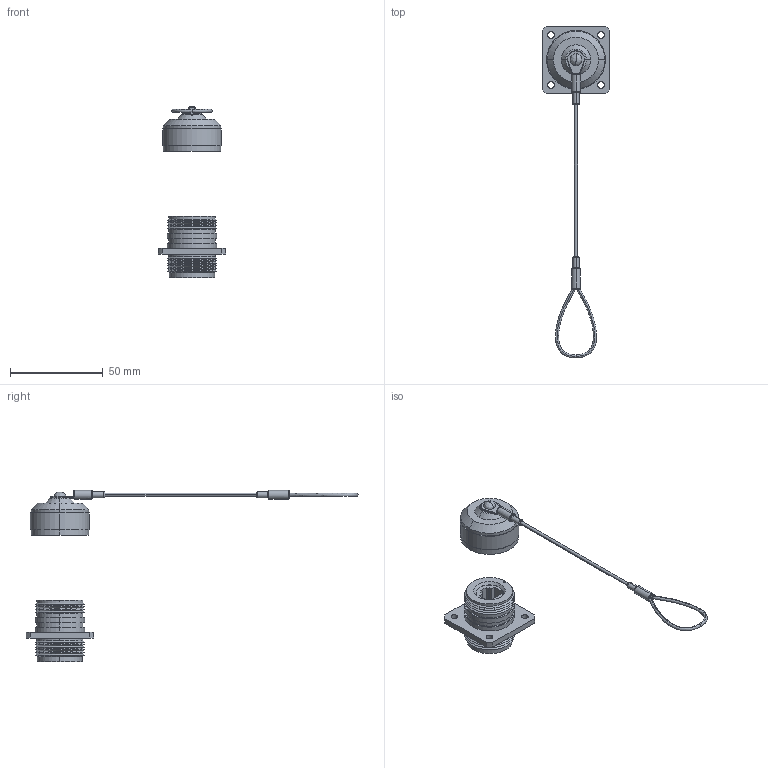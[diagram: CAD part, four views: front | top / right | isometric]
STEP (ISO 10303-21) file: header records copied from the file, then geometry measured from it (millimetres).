
FILE_DESCRIPTION (( 'STEP AP214' ), '1' );
FILE_NAME ('ECRD3203U00.STEP', '2019-09-16T19:26:26', ( '' ), ( '' ), 'SwSTEP 2.0', 'SolidWorks 2018', '' );
FILE_SCHEMA (( 'AUTOMOTIVE_DESIGN' ));
Length unit declared in the file: inch
Products named in the file (4): 3AB10-038; 3AB10-036-MA1; ECRD0103U00-MA1; ECRD3203U00
Assembly tree (3 placements, depth 2):
  ECRD3203U00
    ECRD0103U00-MA1
    3AB10-038
    3AB10-036-MA1
Bounding box: 36.58 x 179.26 x 92.38 mm (x, y, z)
Volume: 25463.1 mm3; surface area: 14007.7 mm2
Topology: 4 solids, 4 shells, 308 faces, 750 edges, 465 vertices
Faces by surface type: plane 132, cylinder 93, cone 52, torus 20, bspline 11
Entity records: 14213 total; most frequent: CARTESIAN_POINT 3564, DIRECTION 1522, ORIENTED_EDGE 1496, EDGE_CURVE 748, AXIS2_PLACEMENT_3D 541, VERTEX_POINT 465, VECTOR 440, LINE 440
